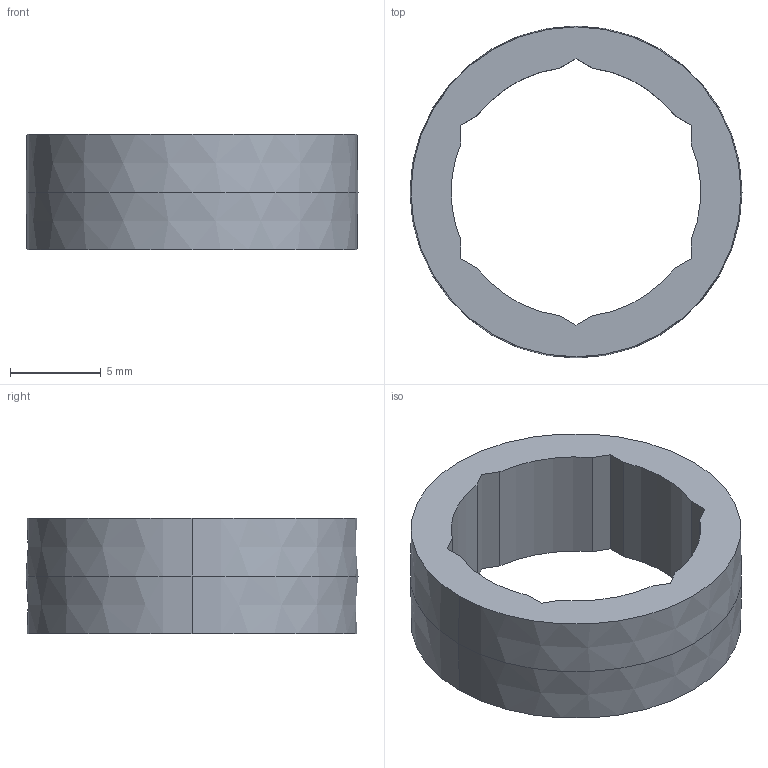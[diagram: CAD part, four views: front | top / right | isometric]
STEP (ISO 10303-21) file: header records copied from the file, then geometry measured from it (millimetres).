
FILE_DESCRIPTION (( 'STEP AP203' ), '1' );
FILE_NAME ('REV-21-2005.STEP', '2022-04-27T19:04:35', ( '' ), ( '' ), 'SwSTEP 2.0', 'SolidWorks 2022', '' );
FILE_SCHEMA (( 'CONFIG_CONTROL_DESIGN' ));
Length unit declared in the file: inch
Products named in the file (1): REV-21-2005
Bounding box: 18.29 x 18.29 x 6.35 mm (x, y, z)
Volume: 700.1 mm3; surface area: 865.7 mm2
Topology: 1 solids, 1 shells, 25 faces, 67 edges, 44 vertices
Faces by surface type: plane 14, cylinder 7, cone 4
Entity records: 868 total; most frequent: DIRECTION 139, CARTESIAN_POINT 137, ORIENTED_EDGE 134, EDGE_CURVE 67, VECTOR 47, LINE 47, AXIS2_PLACEMENT_3D 46, VERTEX_POINT 44
